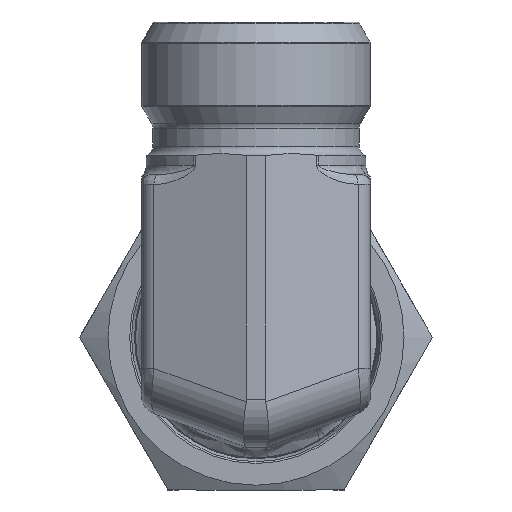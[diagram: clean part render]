
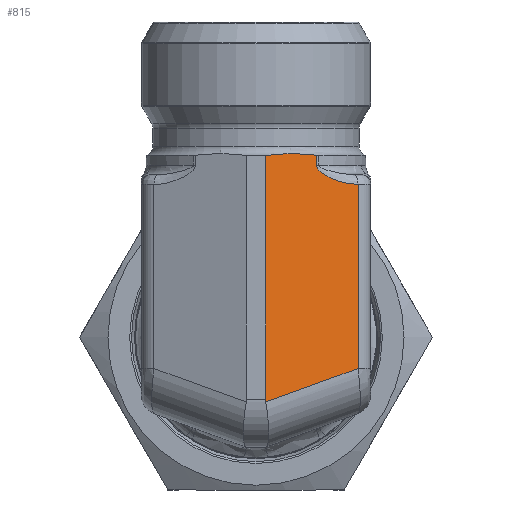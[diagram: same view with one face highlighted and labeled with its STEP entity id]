
A CAD part, left-side view. The second image highlights one B-rep face of the part: STEP entity #815.
In plain terms, the highlighted planar face has unit normal (-0.94, -0.342, 0).
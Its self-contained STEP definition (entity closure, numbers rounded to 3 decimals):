
#342=ELLIPSE('',#5096,14.619,5.);
#597=B_SPLINE_CURVE_WITH_KNOTS('',3,(#7500,#7501,#7502,#7503,#7504,#7505,
#7506,#7507,#7508,#7509,#7510,#7511,#7512),.UNSPECIFIED.,.F.,.F.,(4,3,3,
3,4),(0.,0.351,0.656,0.976,1.),
 .UNSPECIFIED.);
#598=B_SPLINE_CURVE_WITH_KNOTS('',3,(#7522,#7523,#7524,#7525,#7526,#7527,
#7528,#7529,#7530,#7531),.UNSPECIFIED.,.F.,.F.,(4,2,2,2,4),(0.,0.5,0.75,
0.875,1.),.UNSPECIFIED.);
#815=ADVANCED_FACE('',(#1244),#1134,.T.);
#1134=PLANE('',#5097);
#1244=FACE_OUTER_BOUND('',#1510,.T.);
#1510=EDGE_LOOP('',(#2479,#2480,#2481,#2482,#2483,#2484,#2485,#2486));
#1938=LINE('',#7469,#2132);
#1943=LINE('',#7516,#2137);
#1944=LINE('',#7518,#2138);
#1945=LINE('',#7520,#2139);
#1946=LINE('',#7533,#2140);
#2132=VECTOR('',#5701,1.);
#2137=VECTOR('',#5714,1.);
#2138=VECTOR('',#5715,1.);
#2139=VECTOR('',#5716,1.);
#2140=VECTOR('',#5717,1.);
#2479=ORIENTED_EDGE('',*,*,#4342,.F.);
#2480=ORIENTED_EDGE('',*,*,#4334,.F.);
#2481=ORIENTED_EDGE('',*,*,#4343,.T.);
#2482=ORIENTED_EDGE('',*,*,#4344,.T.);
#2483=ORIENTED_EDGE('',*,*,#4345,.T.);
#2484=ORIENTED_EDGE('',*,*,#4346,.T.);
#2485=ORIENTED_EDGE('',*,*,#4347,.T.);
#2486=ORIENTED_EDGE('',*,*,#4348,.T.);
#3869=VERTEX_POINT('',#7466);
#3870=VERTEX_POINT('',#7468);
#3877=VERTEX_POINT('',#7513);
#3878=VERTEX_POINT('',#7515);
#3879=VERTEX_POINT('',#7517);
#3880=VERTEX_POINT('',#7519);
#3881=VERTEX_POINT('',#7521);
#3882=VERTEX_POINT('',#7532);
#4334=EDGE_CURVE('',#3870,#3869,#1938,.T.);
#4342=EDGE_CURVE('',#3869,#3877,#597,.T.);
#4343=EDGE_CURVE('',#3870,#3878,#342,.T.);
#4344=EDGE_CURVE('',#3878,#3879,#1943,.T.);
#4345=EDGE_CURVE('',#3879,#3880,#1944,.T.);
#4346=EDGE_CURVE('',#3880,#3881,#1945,.T.);
#4347=EDGE_CURVE('',#3881,#3882,#598,.T.);
#4348=EDGE_CURVE('',#3882,#3877,#1946,.T.);
#5096=AXIS2_PLACEMENT_3D('',#7514,#5712,#5713);
#5097=AXIS2_PLACEMENT_3D('',#7534,#5718,#5719);
#5701=DIRECTION('',(0.,0.,1.));
#5712=DIRECTION('',(-0.94,-0.342,0.));
#5713=DIRECTION('',(0.342,-0.94,0.));
#5714=DIRECTION('',(0.324,-0.889,0.324));
#5715=DIRECTION('',(0.,0.,1.));
#5716=DIRECTION('',(-0.342,0.94,0.));
#5717=DIRECTION('',(0.,0.,1.));
#5718=DIRECTION('',(-0.94,-0.342,0.));
#5719=DIRECTION('',(-0.342,0.94,0.));
#7466=CARTESIAN_POINT('',(-11.5,-1.,19.033));
#7468=CARTESIAN_POINT('',(-11.5,-1.,-6.5));
#7469=CARTESIAN_POINT('',(-11.5,-1.,2.75));
#7500=CARTESIAN_POINT('',(-11.5,-1.,19.033));
#7501=CARTESIAN_POINT('',(-11.273,-1.625,19.079));
#7502=CARTESIAN_POINT('',(-11.046,-2.247,19.16));
#7503=CARTESIAN_POINT('',(-10.818,-2.873,19.205));
#7504=CARTESIAN_POINT('',(-10.621,-3.416,19.245));
#7505=CARTESIAN_POINT('',(-10.422,-3.963,19.252));
#7506=CARTESIAN_POINT('',(-10.224,-4.507,19.221));
#7507=CARTESIAN_POINT('',(-10.016,-5.078,19.189));
#7508=CARTESIAN_POINT('',(-9.809,-5.646,19.12));
#7509=CARTESIAN_POINT('',(-9.602,-6.215,19.068));
#7510=CARTESIAN_POINT('',(-9.586,-6.258,19.064));
#7511=CARTESIAN_POINT('',(-9.57,-6.302,19.06));
#7512=CARTESIAN_POINT('',(-9.555,-6.345,19.056));
#7513=CARTESIAN_POINT('',(-9.555,-6.345,19.056));
#7514=CARTESIAN_POINT('',(-6.5,-14.737,-6.5));
#7515=CARTESIAN_POINT('',(-11.491,-1.024,-6.793));
#7516=CARTESIAN_POINT('',(-10.5,-3.748,-5.801));
#7517=CARTESIAN_POINT('',(-7.975,-10.684,-3.277));
#7518=CARTESIAN_POINT('',(-7.975,-10.684,2.75));
#7519=CARTESIAN_POINT('',(-7.975,-10.684,16.));
#7520=CARTESIAN_POINT('',(-11.5,-1.,16.));
#7521=CARTESIAN_POINT('',(-7.98,-10.671,16.));
#7522=CARTESIAN_POINT('',(-7.98,-10.671,16.));
#7523=CARTESIAN_POINT('',(-8.282,-9.841,16.));
#7524=CARTESIAN_POINT('',(-8.58,-9.022,16.187));
#7525=CARTESIAN_POINT('',(-9.001,-7.866,16.635));
#7526=CARTESIAN_POINT('',(-9.138,-7.49,16.811));
#7527=CARTESIAN_POINT('',(-9.332,-6.956,17.152));
#7528=CARTESIAN_POINT('',(-9.395,-6.784,17.277));
#7529=CARTESIAN_POINT('',(-9.504,-6.484,17.581));
#7530=CARTESIAN_POINT('',(-9.555,-6.345,17.774));
#7531=CARTESIAN_POINT('',(-9.555,-6.345,18.));
#7532=CARTESIAN_POINT('',(-9.555,-6.345,18.));
#7533=CARTESIAN_POINT('',(-9.555,-6.345,2.75));
#7534=CARTESIAN_POINT('',(-11.5,-1.,2.75));
